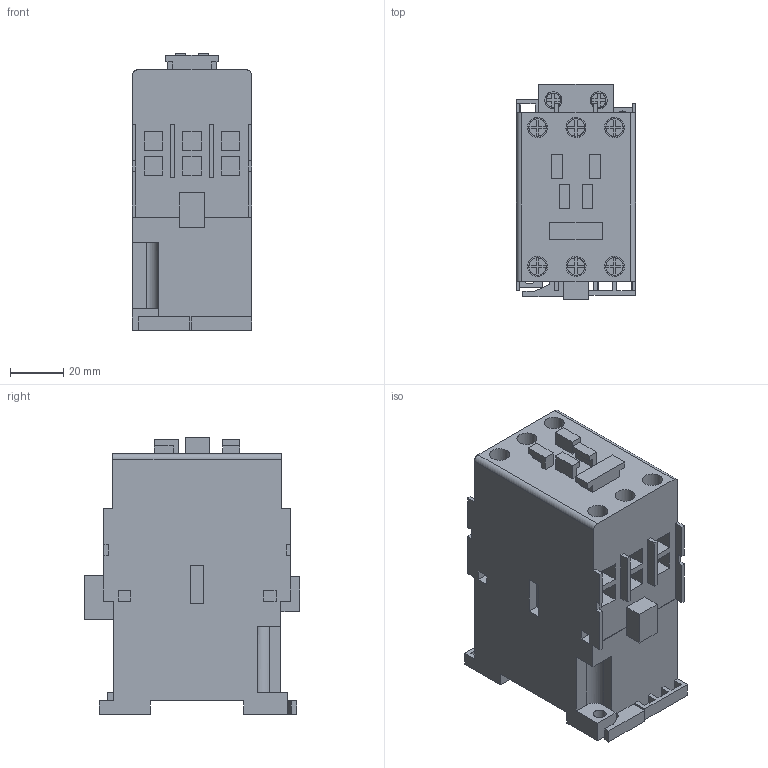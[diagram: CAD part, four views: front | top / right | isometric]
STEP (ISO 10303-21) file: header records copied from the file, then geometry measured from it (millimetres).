
FILE_DESCRIPTION((''),'2;1');
FILE_NAME('100-C_BG_1.stp', '2011-05-10T14:03:40',('User'),('SDRC'),'I-DEAS Master Series 9','UNIX', 'Yes');
FILE_SCHEMA(('AUTOMOTIVE_DESIGN { 1 0 10303 214 1 1 1 1 }'));
Length unit declared in the file: millimetre
Products named in the file (1): 100-C BG 1
Bounding box: 44.6 x 80.7 x 103.5 mm (x, y, z)
Volume: 260738.8 mm3; surface area: 38475 mm2
Topology: 1 solids, 1 shells, 392 faces, 1051 edges, 700 vertices
Faces by surface type: bspline 392
Entity records: 11921 total; most frequent: CARTESIAN_POINT 4819, ORIENTED_EDGE 2102, EDGE_CURVE 1051, VERTEX_POINT 700, OVER_RIDING_STYLED_ITEM 582, QUASI_UNIFORM_CURVE 470, B_SPLINE_CURVE_WITH_KNOTS 469, EDGE_LOOP 451
